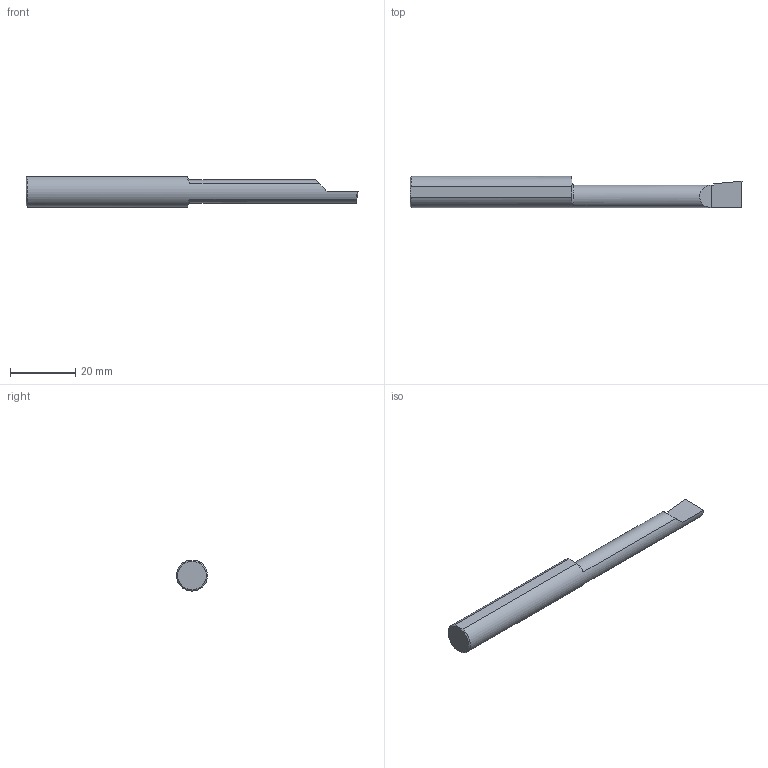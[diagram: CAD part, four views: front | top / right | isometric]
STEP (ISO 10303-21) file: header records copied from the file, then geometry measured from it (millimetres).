
FILE_DESCRIPTION (( 'STEP AP203' ), '1' );
FILE_NAME ('217498-B3202000.STEP', '2024-04-26T19:26:52', ( '' ), ( '' ), 'SwSTEP 2.0', 'SolidWorks 2022', '' );
FILE_SCHEMA (( 'CONFIG_CONTROL_DESIGN' ));
Length unit declared in the file: inch
Products named in the file (1): 217498-B3202000
Bounding box: 101.6 x 9.52 x 9.21 mm (x, y, z)
Volume: 5312.5 mm3; surface area: 2715.4 mm2
Topology: 1 solids, 1 shells, 17 faces, 45 edges, 30 vertices
Faces by surface type: plane 12, cone 2, cylinder 2, torus 1
Entity records: 636 total; most frequent: CARTESIAN_POINT 150, ORIENTED_EDGE 90, DIRECTION 80, EDGE_CURVE 45, VERTEX_POINT 30, AXIS2_PLACEMENT_3D 28, LINE 24, VECTOR 24
